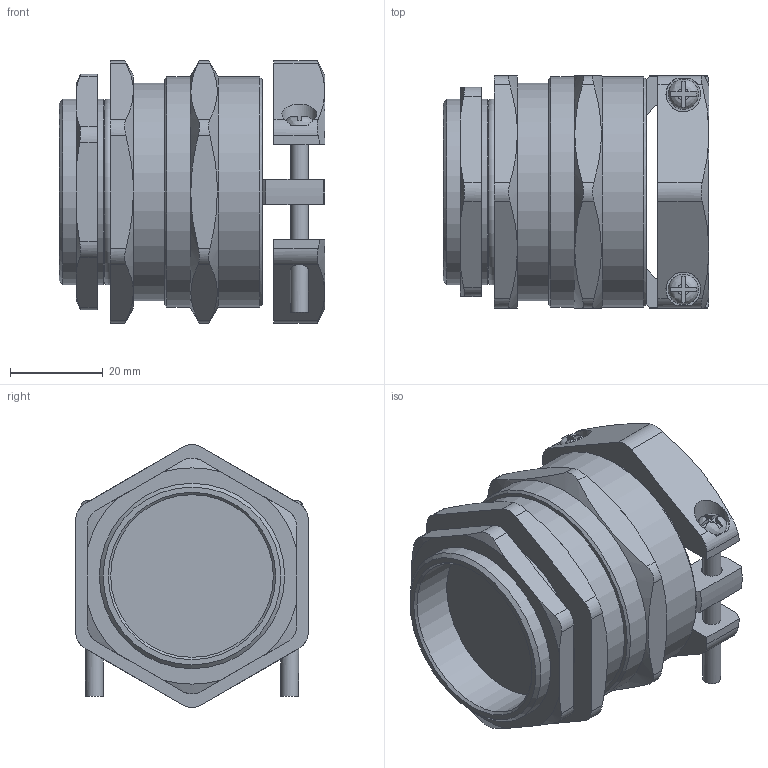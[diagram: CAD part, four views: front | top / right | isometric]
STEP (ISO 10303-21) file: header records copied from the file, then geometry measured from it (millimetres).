
FILE_DESCRIPTION(/* description */ ('','CAx-IF Rec.Pracs.---Representation and Presentation of Product Manufacturing Information (PMI)---4.0---2014-10-13'),/* implementation_level */ '2;1');
FILE_NAME(/* name */ 'ЗЭТАРУС ВКХ-М40-33-L11.stp',/* time_stamp */ '2022-08-30T11:33:05+07:00',/* author */ ('zeta-09'),/* organization */ (''),/* preprocessor_version */ 'ST-DEVELOPER v18.1',/* originating_system */ 'Autodesk Inventor 2021',/* authorisation */ '');
FILE_SCHEMA (('AP242_MANAGED_MODEL_BASED_3D_ENGINEERING_MIM_LF { 1 0 10303 442 1 1 4 }'));
Length unit declared in the file: millimetre
Products named in the file (1): Деталь114
Bounding box: 57.2 x 50 x 56.5 mm (x, y, z)
Volume: 81167.7 mm3; surface area: 21722.4 mm2
Topology: 2 solids, 4 shells, 174 faces, 439 edges, 285 vertices
Faces by surface type: plane 84, cylinder 49, cone 34, torus 5, bspline 2
Full cylindrical faces by diameter (mm): 3.85 x4, 4.5 x4, 33.5 x1, 35 x1, 39.85 x2, 46.85 x1, 49.5 x2
Entity records: 5911 total; most frequent: CARTESIAN_POINT 1610, ORIENTED_EDGE 876, DIRECTION 817, EDGE_CURVE 439, AXIS2_PLACEMENT_3D 318, VERTEX_POINT 285, EDGE_LOOP 194, LINE 181
